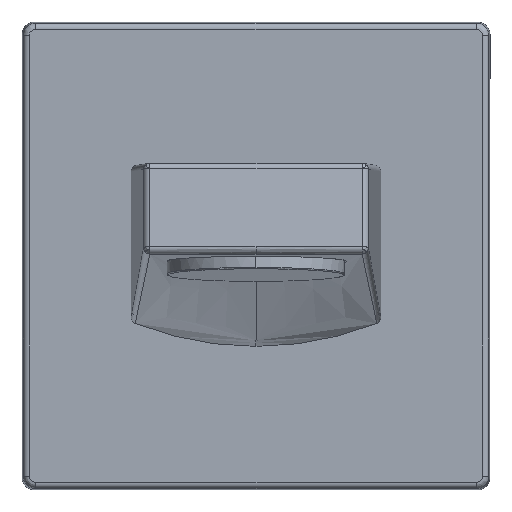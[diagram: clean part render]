
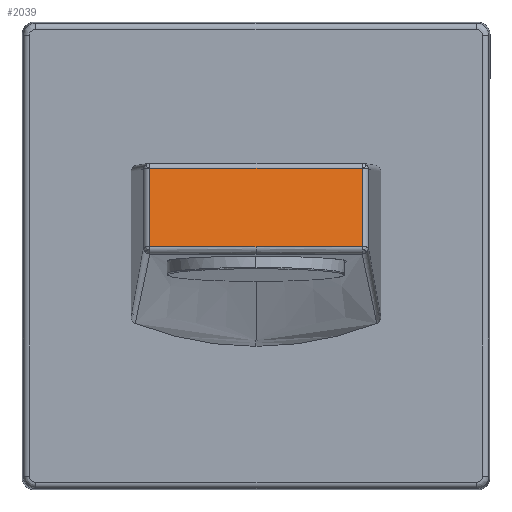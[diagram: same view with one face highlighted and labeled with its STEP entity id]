
A CAD part, top view. The second image highlights one B-rep face of the part: STEP entity #2039.
In plain terms, the highlighted planar face has unit normal (0, 0.174, 0.985).
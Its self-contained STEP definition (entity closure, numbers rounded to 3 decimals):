
#146 = B_SPLINE_CURVE_WITH_KNOTS ( 'NONE', 3,
 ( #742, #2090, #1765, #1414 ),
 .UNSPECIFIED., .F., .F.,
 ( 4, 4 ),
 ( 0., 1. ),
 .UNSPECIFIED. ) ;
#178 = CARTESIAN_POINT ( 'NONE',  ( 17.033, 13.674, 214.589 ) ) ;
#197 = ORIENTED_EDGE ( 'NONE', *, *, #1024, .T. ) ;
#238 = DIRECTION ( 'NONE',  ( 0.002, -0.985, 0.174 ) ) ;
#256 = FACE_OUTER_BOUND ( 'NONE', #1309, .T. ) ;
#327 = EDGE_CURVE ( 'NONE', #1588, #433, #2149, .T. ) ;
#433 = VERTEX_POINT ( 'NONE', #1234 ) ;
#468 = VECTOR ( 'NONE', #1488, 1000. ) ;
#625 = CARTESIAN_POINT ( 'NONE',  ( -17.011, 1.112, 216.804 ) ) ;
#701 = CARTESIAN_POINT ( 'NONE',  ( 10.029, 13.674, 214.589 ) ) ;
#708 = DIRECTION ( 'NONE',  ( 0., -0.985, 0.174 ) ) ;
#716 = VERTEX_POINT ( 'NONE', #625 ) ;
#742 = CARTESIAN_POINT ( 'NONE',  ( -17.011, 1.112, 216.804 ) ) ;
#749 = VECTOR ( 'NONE', #238, 1000. ) ;
#793 = EDGE_CURVE ( 'NONE', #892, #1509, #1859, .T. ) ;
#832 = CARTESIAN_POINT ( 'NONE',  ( 0., 1.093, 216.807 ) ) ;
#874 = DIRECTION ( 'NONE',  ( 1., 0., 0. ) ) ;
#892 = VERTEX_POINT ( 'NONE', #1145 ) ;
#912 = LINE ( 'NONE', #1831, #468 ) ;
#1024 = EDGE_CURVE ( 'NONE', #433, #1509, #912, .T. ) ;
#1026 = CARTESIAN_POINT ( 'NONE',  ( 0., 40., 209.947 ) ) ;
#1102 = ORIENTED_EDGE ( 'NONE', *, *, #327, .T. ) ;
#1145 = CARTESIAN_POINT ( 'NONE',  ( -17.033, 13.674, 214.589 ) ) ;
#1234 = CARTESIAN_POINT ( 'NONE',  ( 17.011, 1.112, 216.804 ) ) ;
#1253 = CARTESIAN_POINT ( 'NONE',  ( -17.033, 13.674, 214.589 ) ) ;
#1309 = EDGE_LOOP ( 'NONE', ( #1498, #1790, #1102, #197, #1476 ) ) ;
#1311 = CARTESIAN_POINT ( 'NONE',  ( 0., 1.093, 216.807 ) ) ;
#1329 = AXIS2_PLACEMENT_3D ( 'NONE', #1026, #1881, #708 ) ;
#1414 = CARTESIAN_POINT ( 'NONE',  ( 0., 1.093, 216.807 ) ) ;
#1476 = ORIENTED_EDGE ( 'NONE', *, *, #793, .F. ) ;
#1485 = CARTESIAN_POINT ( 'NONE',  ( 17.011, 1.112, 216.804 ) ) ;
#1488 = DIRECTION ( 'NONE',  ( 0.002, 0.985, -0.174 ) ) ;
#1498 = ORIENTED_EDGE ( 'NONE', *, *, #2059, .T. ) ;
#1509 = VERTEX_POINT ( 'NONE', #178 ) ;
#1588 = VERTEX_POINT ( 'NONE', #832 ) ;
#1641 = CARTESIAN_POINT ( 'NONE',  ( 11.177, 1.099, 216.806 ) ) ;
#1648 = CARTESIAN_POINT ( 'NONE',  ( 5.507, 1.093, 216.807 ) ) ;
#1765 = CARTESIAN_POINT ( 'NONE',  ( -5.507, 1.093, 216.807 ) ) ;
#1790 = ORIENTED_EDGE ( 'NONE', *, *, #2169, .T. ) ;
#1802 = LINE ( 'NONE', #1253, #749 ) ;
#1831 = CARTESIAN_POINT ( 'NONE',  ( 17.011, 1.112, 216.804 ) ) ;
#1859 = LINE ( 'NONE', #701, #2189 ) ;
#1881 = DIRECTION ( 'NONE',  ( 0., 0.174, 0.985 ) ) ;
#2039 = ADVANCED_FACE ( 'NONE', ( #256 ), #2060, .T. ) ;
#2059 = EDGE_CURVE ( 'NONE', #892, #716, #1802, .T. ) ;
#2060 = PLANE ( 'NONE',  #1329 ) ;
#2090 = CARTESIAN_POINT ( 'NONE',  ( -11.177, 1.099, 216.806 ) ) ;
#2149 = B_SPLINE_CURVE_WITH_KNOTS ( 'NONE', 3,
 ( #1311, #1648, #1641, #1485 ),
 .UNSPECIFIED., .F., .F.,
 ( 4, 4 ),
 ( 0., 1. ),
 .UNSPECIFIED. ) ;
#2169 = EDGE_CURVE ( 'NONE', #716, #1588, #146, .T. ) ;
#2189 = VECTOR ( 'NONE', #874, 1000. ) ;
